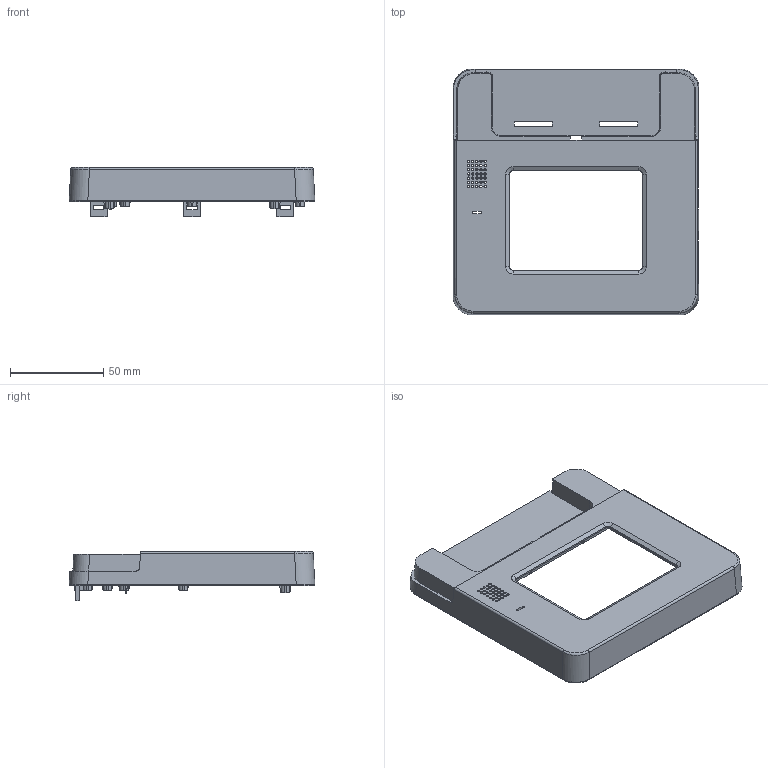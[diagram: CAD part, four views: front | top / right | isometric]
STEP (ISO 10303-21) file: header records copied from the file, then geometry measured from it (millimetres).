
FILE_DESCRIPTION (( 'STEP AP203' ), '1' );
FILE_NAME ('13766-4000-R4_TOP_CASE.STEP', '2014-05-02T19:25:39', ( '' ), ( '' ), 'SwSTEP 2.0', 'SolidWorks 2013', '' );
FILE_SCHEMA (( 'CONFIG_CONTROL_DESIGN' ));
Length unit declared in the file: millimetre
Products named in the file (1): 13766-4000-R4_TOP_CASE
Bounding box: 131.65 x 131.65 x 26.3 mm (x, y, z)
Volume: 47434.3 mm3; surface area: 53721.5 mm2
Topology: 1 solids, 1 shells, 559 faces, 1582 edges, 1044 vertices
Faces by surface type: plane 393, cone 94, cylinder 54, bspline 18
Full cylindrical faces by diameter (mm): 2.4 x9, 2.5 x2
Entity records: 20116 total; most frequent: CARTESIAN_POINT 6077, ORIENTED_EDGE 3058, DIRECTION 2587, EDGE_CURVE 1529, LINE 1051, VECTOR 1051, VERTEX_POINT 1038, AXIS2_PLACEMENT_3D 768
